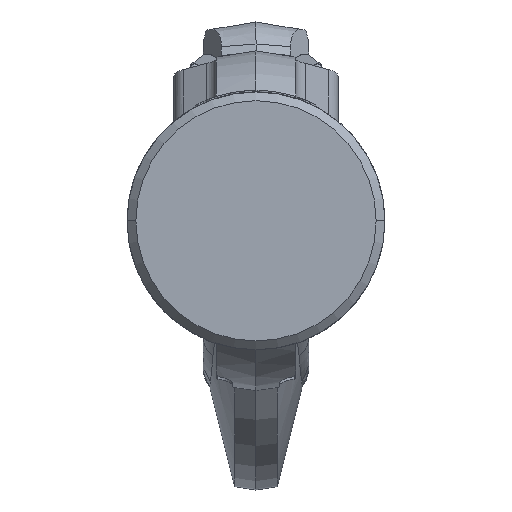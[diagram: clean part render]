
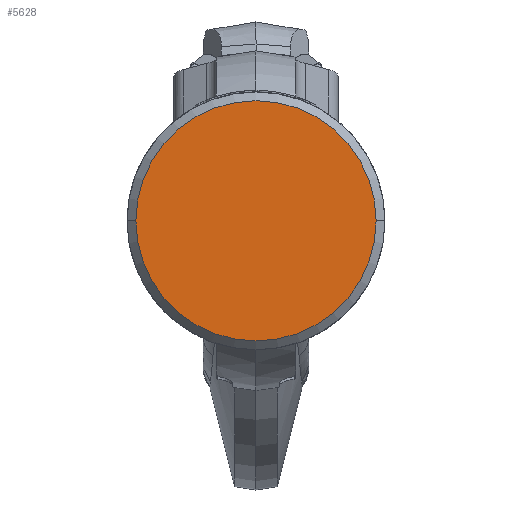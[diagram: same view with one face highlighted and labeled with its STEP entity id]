
A CAD part, front view. The second image highlights one B-rep face of the part: STEP entity #5628.
In plain terms, the highlighted planar face has unit normal (0, -1, 0).
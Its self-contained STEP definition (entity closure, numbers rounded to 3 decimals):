
#6=CARTESIAN_POINT('',(0.,0.,0.));
#7=DIRECTION('',(0.,-1.,0.));
#8=DIRECTION('',(1.,0.,0.));
#9=AXIS2_PLACEMENT_3D('',#6,#7,#8);
#4264=CARTESIAN_POINT('',(0.,0.,0.));
#4265=DIRECTION('',(0.,1.,0.));
#4266=DIRECTION('',(1.,0.,0.));
#4267=AXIS2_PLACEMENT_3D('',#4264,#4265,#4266);
#5275=CARTESIAN_POINT('',(41.,0.,0.));
#5276=CARTESIAN_POINT('',(-41.,0.,0.));
#5277=VERTEX_POINT('',#5275);
#5278=VERTEX_POINT('',#5276);
#5617=CARTESIAN_POINT('',(0.,0.,0.));
#5618=DIRECTION('',(0.,-1.,0.));
#5619=DIRECTION('',(-1.,0.,0.));
#5620=AXIS2_PLACEMENT_3D('',#5617,#5618,#5619);
#5621=PLANE('',#5620);
#5623=ORIENTED_EDGE('',*,*,#5622,.F.);
#5625=ORIENTED_EDGE('',*,*,#5624,.T.);
#5626=EDGE_LOOP('',(#5623,#5625));
#5627=FACE_OUTER_BOUND('',#5626,.F.);
#5628=ADVANCED_FACE('',(#5627),#5621,.T.);
#10=CIRCLE('',#9,41.);
#4268=CIRCLE('',#4267,41.);
#5622=EDGE_CURVE('',#5277,#5278,#10,.T.);
#5624=EDGE_CURVE('',#5277,#5278,#4268,.T.);
